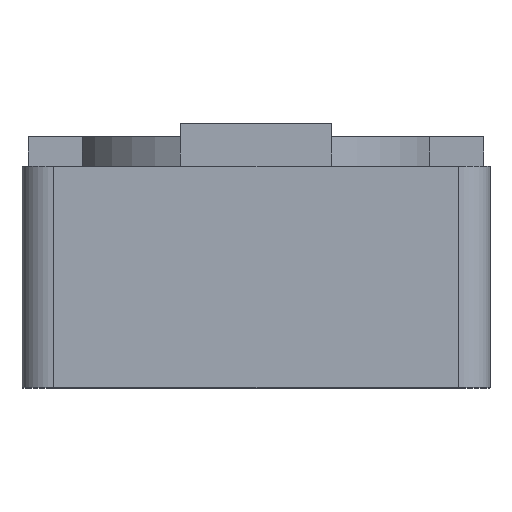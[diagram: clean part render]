
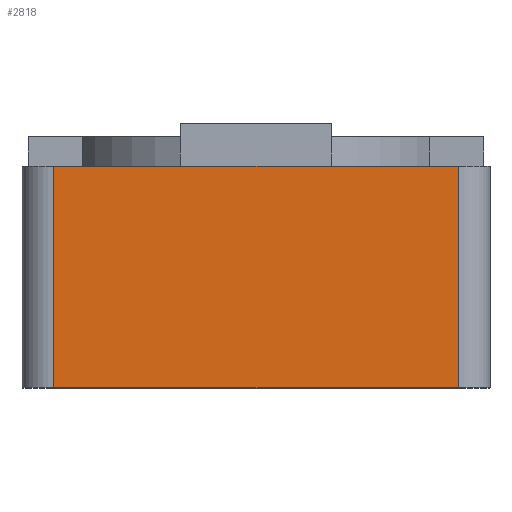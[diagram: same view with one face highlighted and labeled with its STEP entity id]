
A CAD part, top view. The second image highlights one B-rep face of the part: STEP entity #2818.
In plain terms, the highlighted planar face has unit normal (0, 0, 1).
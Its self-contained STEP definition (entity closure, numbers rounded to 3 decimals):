
#200 = EDGE_CURVE ( 'NONE', #8274, #5258, #3159, .T. ) ;
#286 = EDGE_LOOP ( 'NONE', ( #4811, #6329, #5911, #989 ) ) ;
#477 = PLANE ( 'NONE',  #4238 ) ;
#488 = VECTOR ( 'NONE', #6760, 1000. ) ;
#772 = LINE ( 'NONE', #3328, #7254 ) ;
#989 = ORIENTED_EDGE ( 'NONE', *, *, #8124, .T. ) ;
#1444 = DIRECTION ( 'NONE',  ( 1., 0., 0. ) ) ;
#1560 = CARTESIAN_POINT ( 'NONE',  ( -3.2, -3.5, 3.7 ) ) ;
#1776 = CARTESIAN_POINT ( 'NONE',  ( -3.2, -3.5, 3.7 ) ) ;
#2818 = ADVANCED_FACE ( 'NONE', ( #6031 ), #477, .T. ) ;
#2874 = DIRECTION ( 'NONE',  ( 0., 0., 1. ) ) ;
#2918 = VECTOR ( 'NONE', #3810, 1000. ) ;
#2986 = VECTOR ( 'NONE', #3554, 1000. ) ;
#3099 = LINE ( 'NONE', #7570, #2918 ) ;
#3159 = LINE ( 'NONE', #5018, #488 ) ;
#3328 = CARTESIAN_POINT ( 'NONE',  ( -3.2, 0., 3.7 ) ) ;
#3406 = CARTESIAN_POINT ( 'NONE',  ( 3.2, 0., 3.7 ) ) ;
#3554 = DIRECTION ( 'NONE',  ( 0., 1., 0. ) ) ;
#3810 = DIRECTION ( 'NONE',  ( 0., 1., 0. ) ) ;
#4238 = AXIS2_PLACEMENT_3D ( 'NONE', #1776, #2874, #6714 ) ;
#4565 = CARTESIAN_POINT ( 'NONE',  ( 3.2, -3.5, 3.7 ) ) ;
#4811 = ORIENTED_EDGE ( 'NONE', *, *, #6122, .F. ) ;
#5018 = CARTESIAN_POINT ( 'NONE',  ( -3.2, -3.5, 3.7 ) ) ;
#5258 = VERTEX_POINT ( 'NONE', #4565 ) ;
#5534 = CARTESIAN_POINT ( 'NONE',  ( -3.2, -3.5, 3.7 ) ) ;
#5751 = CARTESIAN_POINT ( 'NONE',  ( -3.2, 0., 3.7 ) ) ;
#5911 = ORIENTED_EDGE ( 'NONE', *, *, #200, .T. ) ;
#6031 = FACE_OUTER_BOUND ( 'NONE', #286, .T. ) ;
#6043 = LINE ( 'NONE', #5534, #2986 ) ;
#6122 = EDGE_CURVE ( 'NONE', #7575, #6140, #772, .T. ) ;
#6140 = VERTEX_POINT ( 'NONE', #3406 ) ;
#6329 = ORIENTED_EDGE ( 'NONE', *, *, #6596, .F. ) ;
#6596 = EDGE_CURVE ( 'NONE', #8274, #7575, #6043, .T. ) ;
#6714 = DIRECTION ( 'NONE',  ( 1., 0., 0. ) ) ;
#6760 = DIRECTION ( 'NONE',  ( 1., 0., 0. ) ) ;
#7254 = VECTOR ( 'NONE', #1444, 1000. ) ;
#7570 = CARTESIAN_POINT ( 'NONE',  ( 3.2, -3.5, 3.7 ) ) ;
#7575 = VERTEX_POINT ( 'NONE', #5751 ) ;
#8124 = EDGE_CURVE ( 'NONE', #5258, #6140, #3099, .T. ) ;
#8274 = VERTEX_POINT ( 'NONE', #1560 ) ;
